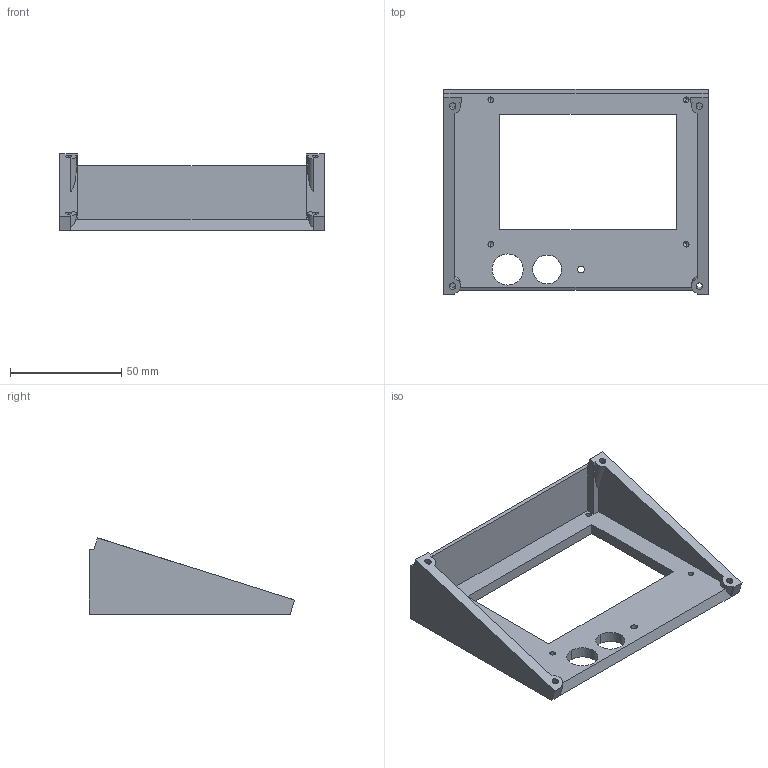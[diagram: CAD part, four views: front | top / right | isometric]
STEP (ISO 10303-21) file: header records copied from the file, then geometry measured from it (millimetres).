
FILE_DESCRIPTION (( 'STEP AP203' ), '1' );
FILE_NAME ('display mount-cover (444).STEP', '2019-04-12T11:56:20', ( '' ), ( '' ), 'SwSTEP 2.0', 'SolidWorks 2018', '' );
FILE_SCHEMA (( 'CONFIG_CONTROL_DESIGN' ));
Length unit declared in the file: millimetre
Products named in the file (1): display mount-cover (444)
Bounding box: 119 x 92.24 x 34.31 mm (x, y, z)
Volume: 50481.7 mm3; surface area: 28790.9 mm2
Topology: 1 solids, 3 shells, 83 faces, 198 edges, 124 vertices
Faces by surface type: cylinder 38, plane 37, cone 8
Entity records: 2457 total; most frequent: CARTESIAN_POINT 476, DIRECTION 398, ORIENTED_EDGE 380, EDGE_CURVE 190, AXIS2_PLACEMENT_3D 142, VERTEX_POINT 124, LINE 114, VECTOR 114
